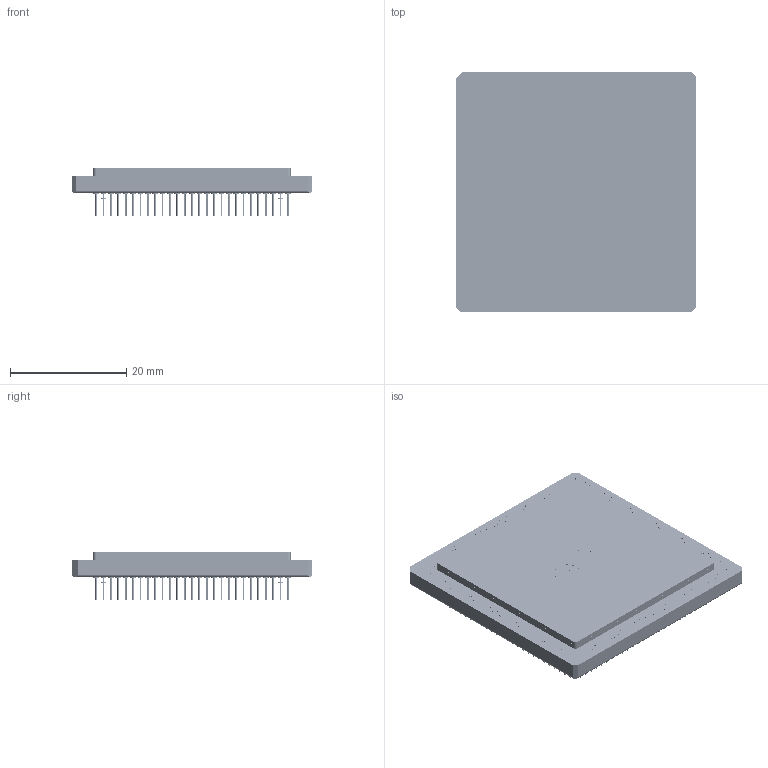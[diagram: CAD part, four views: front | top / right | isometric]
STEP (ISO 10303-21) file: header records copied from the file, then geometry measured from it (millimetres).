
FILE_DESCRIPTION(('STEP AP242'), '1');
FILE_NAME('1867蟬016', '', ('UNSPECIFIED'), ('UNSPECIFIED'), 'C3D Converter', 'C3D Toolkit', '');
FILE_SCHEMA(('AP242_MANAGED_MODEL_BASED_3D_ENGINEERING_MIM_LF { 1 0 10303 442 1 1 4 }'));
Length unit declared in the file: millimetre
Bounding box: 41.3 x 41.3 x 8.33 mm (x, y, z)
Volume: 6904.6 mm3; surface area: 6438.8 mm2
Topology: 1 solids, 1 shells, 4458 faces, 8610 edges, 5740 vertices
Faces by surface type: plane 3071, cylinder 1242, extrusion 145
Full cylindrical faces by diameter (mm): 0.3 x606, 0.8 x1, 0.97 x606
Entity records: 142994 total; most frequent: CARTESIAN_POINT 18502, DIRECTION 18344, ORIENTED_EDGE 14794, EDGE_CURVE 7397, EDGE_LOOP 7257, AXIS2_PLACEMENT_3D 6790, VERTEX_POINT 5740, FACE_BOUND 4831
